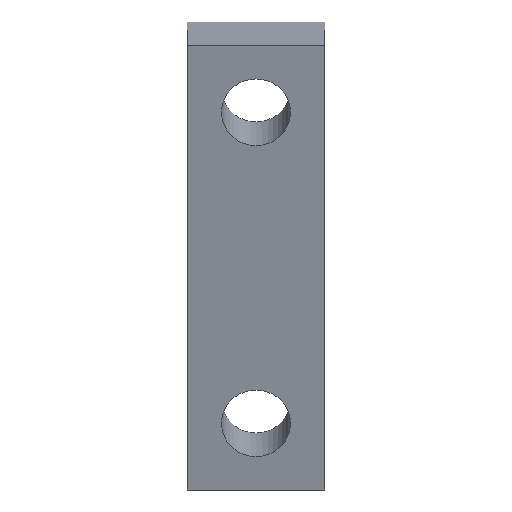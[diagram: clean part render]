
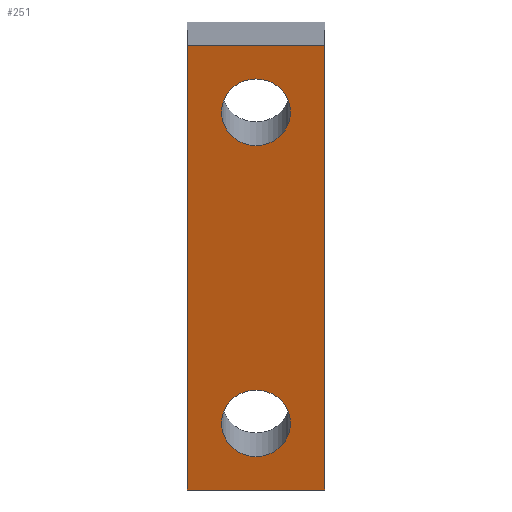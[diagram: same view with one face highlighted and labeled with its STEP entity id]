
A CAD part, top view. The second image highlights one B-rep face of the part: STEP entity #251.
In plain terms, the highlighted planar face has unit normal (0, -0.259, 0.966).
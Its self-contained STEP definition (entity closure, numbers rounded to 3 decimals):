
#16=FACE_BOUND('',#51,.T.);
#17=FACE_BOUND('',#52,.T.);
#24=PLANE('',#284);
#36=FACE_OUTER_BOUND('',#50,.T.);
#50=EDGE_LOOP('',(#200,#201,#202,#203));
#51=EDGE_LOOP('',(#204));
#52=EDGE_LOOP('',(#205));
#74=LINE('',#401,#99);
#75=LINE('',#404,#100);
#76=LINE('',#406,#101);
#77=LINE('',#407,#102);
#99=VECTOR('',#331,10.);
#100=VECTOR('',#334,10.);
#101=VECTOR('',#335,10.);
#102=VECTOR('',#336,10.);
#113=CIRCLE('',#274,1.5);
#115=CIRCLE('',#277,1.5);
#121=VERTEX_POINT('',#366);
#123=VERTEX_POINT('',#372);
#132=VERTEX_POINT('',#397);
#133=VERTEX_POINT('',#399);
#134=VERTEX_POINT('',#403);
#135=VERTEX_POINT('',#405);
#144=EDGE_CURVE('',#121,#121,#113,.T.);
#147=EDGE_CURVE('',#123,#123,#115,.T.);
#160=EDGE_CURVE('',#132,#133,#74,.T.);
#161=EDGE_CURVE('',#132,#134,#75,.T.);
#162=EDGE_CURVE('',#135,#133,#76,.T.);
#163=EDGE_CURVE('',#134,#135,#77,.T.);
#200=ORIENTED_EDGE('',*,*,#161,.F.);
#201=ORIENTED_EDGE('',*,*,#160,.T.);
#202=ORIENTED_EDGE('',*,*,#162,.F.);
#203=ORIENTED_EDGE('',*,*,#163,.F.);
#204=ORIENTED_EDGE('',*,*,#144,.T.);
#205=ORIENTED_EDGE('',*,*,#147,.T.);
#251=ADVANCED_FACE('',(#36,#16,#17),#24,.T.);
#274=AXIS2_PLACEMENT_3D('',#368,#300,#301);
#277=AXIS2_PLACEMENT_3D('',#374,#307,#308);
#284=AXIS2_PLACEMENT_3D('',#402,#332,#333);
#300=DIRECTION('center_axis',(0.,0.259,-0.966));
#301=DIRECTION('ref_axis',(-1.,0.,0.));
#307=DIRECTION('center_axis',(0.,0.259,-0.966));
#308=DIRECTION('ref_axis',(-1.,0.,0.));
#331=DIRECTION('',(1.,0.,0.));
#332=DIRECTION('center_axis',(0.,-0.259,0.966));
#333=DIRECTION('ref_axis',(0.,-0.966,-0.259));
#334=DIRECTION('',(0.,0.966,0.259));
#335=DIRECTION('',(0.,-0.966,-0.259));
#336=DIRECTION('',(1.,0.,0.));
#366=CARTESIAN_POINT('',(-25.5,5.18,35.552));
#368=CARTESIAN_POINT('Origin',(-27.,5.18,35.552));
#372=CARTESIAN_POINT('',(-25.5,-8.343,31.929));
#374=CARTESIAN_POINT('Origin',(-27.,-8.343,31.929));
#397=CARTESIAN_POINT('',(-30.,-11.241,31.152));
#399=CARTESIAN_POINT('',(-24.,-11.241,31.152));
#401=CARTESIAN_POINT('',(-30.,-11.241,31.152));
#402=CARTESIAN_POINT('Origin',(-30.,8.078,36.329));
#403=CARTESIAN_POINT('',(-30.,8.078,36.329));
#404=CARTESIAN_POINT('',(-30.,-19.926,28.825));
#405=CARTESIAN_POINT('',(-24.,8.078,36.329));
#406=CARTESIAN_POINT('',(-24.,-19.926,28.825));
#407=CARTESIAN_POINT('',(-30.,8.078,36.329));
